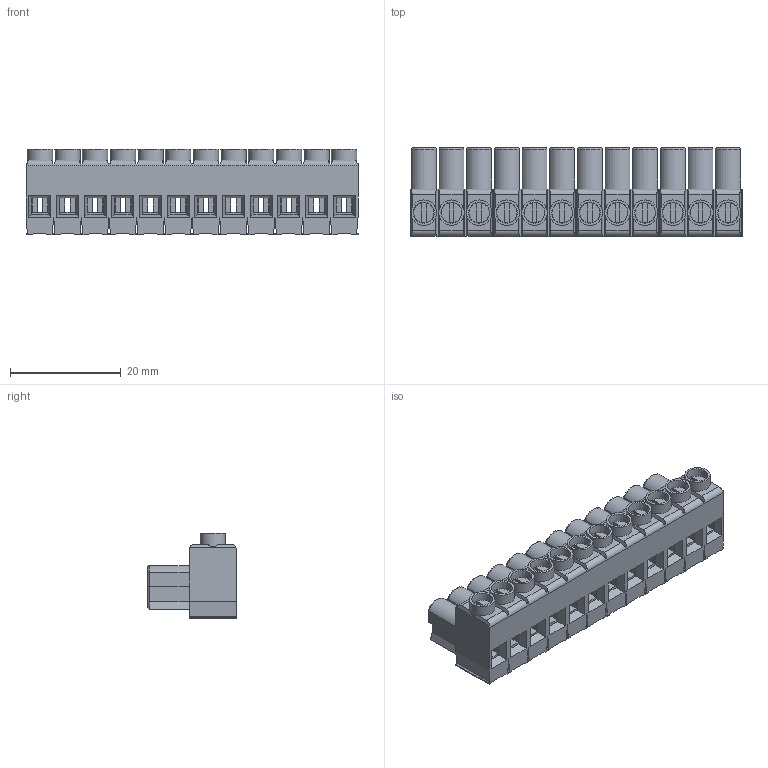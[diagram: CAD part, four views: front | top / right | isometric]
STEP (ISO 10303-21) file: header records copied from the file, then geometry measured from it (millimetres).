
FILE_DESCRIPTION(/* description */ ('Unknown'),/* implementation_level */ '2;1');
FILE_NAME(/* name */ '691385700012',/* time_stamp */ '2016-06-14T16:22:18+02:00',/* author */ ('Unknown'),/* organization */ ('Unknown'),/* preprocessor_version */ 'ST-DEVELOPER v16.7',/* originating_system */ 'DEX',/* authorisation */ $);
FILE_SCHEMA (('AP203_CONFIGURATION_CONTROLLED_3D_DESIGN_OF_MECHANICAL_PARTS_AND_ASSEMBLIES_MIM_LF { 1 0 10303 203 3 1 4 }','AP242_MANAGED_MODEL_BASED_3D_ENGINEERING_MIM_LF { 1 0 10303 442 1 1 4 }','AUTOMOTIVE_DESIGN {1 0 10303 214 3 1 1}'));
Length unit declared in the file: millimetre
Products named in the file (1): 691385700012
Bounding box: 60 x 16 x 15.5 mm (x, y, z)
Volume: 7759.9 mm3; surface area: 8650.1 mm2
Topology: 1 solids, 1 shells, 899 faces, 2463 edges, 1578 vertices
Faces by surface type: plane 632, cylinder 243, cone 12, torus 12
Full cylindrical faces by diameter (mm): 4.6 x12
Entity records: 35128 total; most frequent: CARTESIAN_POINT 5733, ORIENTED_EDGE 4830, DIRECTION 4809, EDGE_CURVE 2415, LINE 1773, VECTOR 1773, VERTEX_POINT 1554, AXIS2_PLACEMENT_3D 1518
